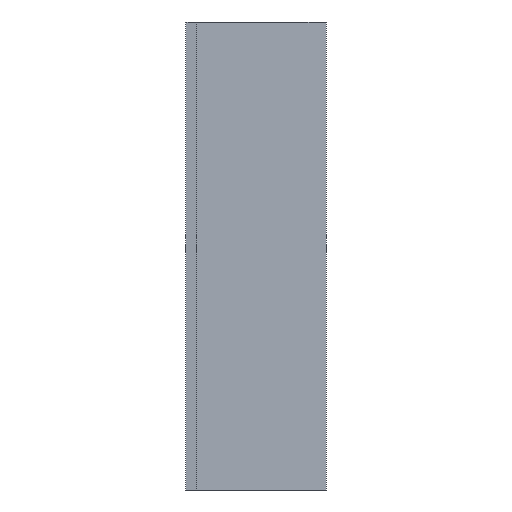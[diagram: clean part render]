
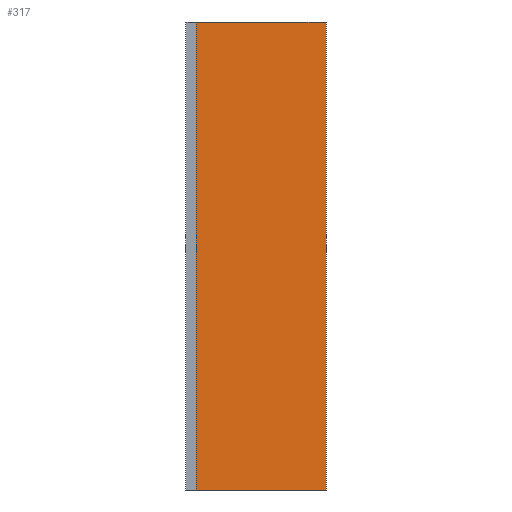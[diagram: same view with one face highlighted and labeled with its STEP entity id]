
A CAD part, left-side view. The second image highlights one B-rep face of the part: STEP entity #317.
In plain terms, the highlighted planar face has unit normal (-0.998, -0.069, 0).
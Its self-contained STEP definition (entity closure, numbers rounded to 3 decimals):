
#32 = CARTESIAN_POINT ( 'NONE',  ( -5.204, 11.081, 40. ) ) ;
#62 = DIRECTION ( 'NONE',  ( 0., 0., -1. ) ) ;
#86 = VECTOR ( 'NONE', #452, 1000. ) ;
#116 = LINE ( 'NONE', #295, #398 ) ;
#156 = VERTEX_POINT ( 'NONE', #370 ) ;
#185 = AXIS2_PLACEMENT_3D ( 'NONE', #454, #693, #698 ) ;
#204 = DIRECTION ( 'NONE',  ( 0.069, -0.998, 0. ) ) ;
#205 = VERTEX_POINT ( 'NONE', #32 ) ;
#230 = EDGE_CURVE ( 'NONE', #205, #679, #334, .T. ) ;
#275 = CARTESIAN_POINT ( 'NONE',  ( -5.204, 11.081, 40. ) ) ;
#282 = ORIENTED_EDGE ( 'NONE', *, *, #230, .F. ) ;
#286 = DIRECTION ( 'NONE',  ( 0., 0., -1. ) ) ;
#295 = CARTESIAN_POINT ( 'NONE',  ( -4.442, 0., 40. ) ) ;
#299 = VERTEX_POINT ( 'NONE', #687 ) ;
#317 = ADVANCED_FACE ( 'NONE', ( #632 ), #506, .F. ) ;
#334 = LINE ( 'NONE', #639, #86 ) ;
#370 = CARTESIAN_POINT ( 'NONE',  ( -4.442, 0., 0. ) ) ;
#398 = VECTOR ( 'NONE', #62, 1000. ) ;
#452 = DIRECTION ( 'NONE',  ( 0.069, -0.998, 0. ) ) ;
#453 = LINE ( 'NONE', #275, #748 ) ;
#454 = CARTESIAN_POINT ( 'NONE',  ( -5.204, 11.081, 40. ) ) ;
#469 = EDGE_CURVE ( 'NONE', #299, #156, #619, .T. ) ;
#476 = VECTOR ( 'NONE', #204, 1000. ) ;
#506 = PLANE ( 'NONE',  #185 ) ;
#568 = ORIENTED_EDGE ( 'NONE', *, *, #469, .T. ) ;
#619 = LINE ( 'NONE', #680, #476 ) ;
#620 = ORIENTED_EDGE ( 'NONE', *, *, #675, .T. ) ;
#632 = FACE_OUTER_BOUND ( 'NONE', #667, .T. ) ;
#639 = CARTESIAN_POINT ( 'NONE',  ( -5.204, 11.081, 40. ) ) ;
#649 = CARTESIAN_POINT ( 'NONE',  ( -4.442, 0., 40. ) ) ;
#667 = EDGE_LOOP ( 'NONE', ( #568, #677, #282, #620 ) ) ;
#675 = EDGE_CURVE ( 'NONE', #205, #299, #453, .T. ) ;
#677 = ORIENTED_EDGE ( 'NONE', *, *, #734, .F. ) ;
#679 = VERTEX_POINT ( 'NONE', #649 ) ;
#680 = CARTESIAN_POINT ( 'NONE',  ( -5.204, 11.081, 0. ) ) ;
#687 = CARTESIAN_POINT ( 'NONE',  ( -5.204, 11.081, 0. ) ) ;
#693 = DIRECTION ( 'NONE',  ( 0.998, 0.069, 0. ) ) ;
#698 = DIRECTION ( 'NONE',  ( -0.069, 0.998, 0. ) ) ;
#734 = EDGE_CURVE ( 'NONE', #679, #156, #116, .T. ) ;
#748 = VECTOR ( 'NONE', #286, 1000. ) ;
